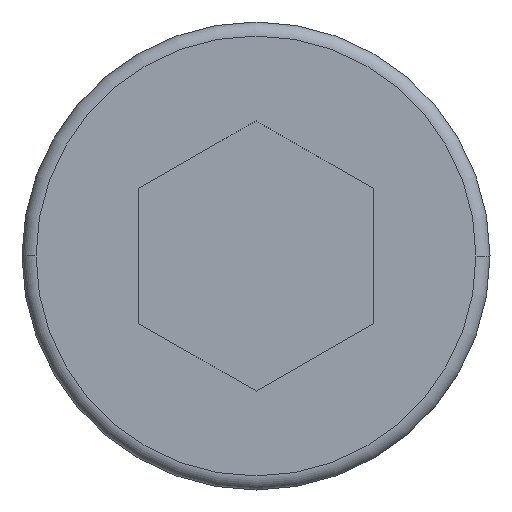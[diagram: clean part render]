
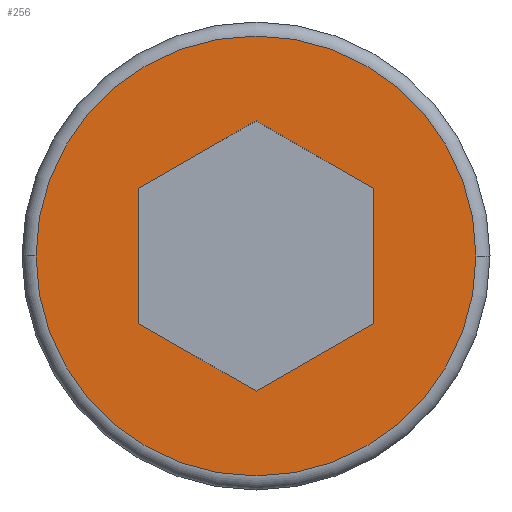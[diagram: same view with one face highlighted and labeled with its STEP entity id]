
A CAD part, left-side view. The second image highlights one B-rep face of the part: STEP entity #256.
In plain terms, the highlighted planar face has unit normal (-1, 0, 0).
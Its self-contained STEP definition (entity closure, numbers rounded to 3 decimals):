
#2 = DIRECTION ( 'NONE',  ( 0., -1., 0. ) ) ;
#4 = CARTESIAN_POINT ( 'NONE',  ( 0., 0., -2.887 ) ) ;
#11 = VERTEX_POINT ( 'NONE', #122 ) ;
#13 = AXIS2_PLACEMENT_3D ( 'NONE', #153, #342, #55 ) ;
#41 = CARTESIAN_POINT ( 'NONE',  ( 0., 0., 0. ) ) ;
#52 = CARTESIAN_POINT ( 'NONE',  ( 0., 0., -2.887 ) ) ;
#54 = ORIENTED_EDGE ( 'NONE', *, *, #523, .T. ) ;
#55 = DIRECTION ( 'NONE',  ( 0., -1., 0. ) ) ;
#66 = CARTESIAN_POINT ( 'NONE',  ( 0., -2.5, -1.443 ) ) ;
#75 = EDGE_CURVE ( 'NONE', #255, #599, #370, .T. ) ;
#108 = LINE ( 'NONE', #443, #339 ) ;
#111 = DIRECTION ( 'NONE',  ( 0., 0.866, 0.5 ) ) ;
#122 = CARTESIAN_POINT ( 'NONE',  ( 0., -4.7, 0. ) ) ;
#135 = CARTESIAN_POINT ( 'NONE',  ( 0., 2.5, -1.443 ) ) ;
#145 = PLANE ( 'NONE',  #531 ) ;
#151 = CIRCLE ( 'NONE', #13, 4.7 ) ;
#153 = CARTESIAN_POINT ( 'NONE',  ( 0., 0., 0. ) ) ;
#159 = ORIENTED_EDGE ( 'NONE', *, *, #354, .F. ) ;
#163 = ORIENTED_EDGE ( 'NONE', *, *, #212, .F. ) ;
#202 = ORIENTED_EDGE ( 'NONE', *, *, #553, .F. ) ;
#207 = DIRECTION ( 'NONE',  ( 0., -0.866, -0.5 ) ) ;
#212 = EDGE_CURVE ( 'NONE', #478, #255, #561, .T. ) ;
#236 = LINE ( 'NONE', #327, #307 ) ;
#244 = LINE ( 'NONE', #4, #533 ) ;
#255 = VERTEX_POINT ( 'NONE', #361 ) ;
#256 = ADVANCED_FACE ( 'NONE', ( #550, #313 ), #145, .T. ) ;
#301 = EDGE_LOOP ( 'NONE', ( #570, #54 ) ) ;
#302 = CARTESIAN_POINT ( 'NONE',  ( 0., 0., 2.887 ) ) ;
#307 = VECTOR ( 'NONE', #337, 1000. ) ;
#313 = FACE_BOUND ( 'NONE', #411, .T. ) ;
#327 = CARTESIAN_POINT ( 'NONE',  ( 0., 0., 2.887 ) ) ;
#337 = DIRECTION ( 'NONE',  ( 0., 0.866, -0.5 ) ) ;
#339 = VECTOR ( 'NONE', #451, 1000. ) ;
#342 = DIRECTION ( 'NONE',  ( -1., 0., 0. ) ) ;
#348 = VECTOR ( 'NONE', #111, 1000. ) ;
#352 = VERTEX_POINT ( 'NONE', #135 ) ;
#354 = EDGE_CURVE ( 'NONE', #599, #540, #236, .T. ) ;
#357 = VERTEX_POINT ( 'NONE', #52 ) ;
#361 = CARTESIAN_POINT ( 'NONE',  ( 0., -2.5, 1.443 ) ) ;
#370 = LINE ( 'NONE', #508, #348 ) ;
#378 = EDGE_CURVE ( 'NONE', #11, #489, #606, .T. ) ;
#391 = AXIS2_PLACEMENT_3D ( 'NONE', #41, #435, #2 ) ;
#400 = ORIENTED_EDGE ( 'NONE', *, *, #583, .F. ) ;
#411 = EDGE_LOOP ( 'NONE', ( #486, #159, #588, #163, #202, #400 ) ) ;
#424 = CARTESIAN_POINT ( 'NONE',  ( 0., -2.5, -1.443 ) ) ;
#435 = DIRECTION ( 'NONE',  ( -1., 0., 0. ) ) ;
#443 = CARTESIAN_POINT ( 'NONE',  ( 0., 2.5, 1.443 ) ) ;
#451 = DIRECTION ( 'NONE',  ( 0., 0., -1. ) ) ;
#478 = VERTEX_POINT ( 'NONE', #424 ) ;
#481 = DIRECTION ( 'NONE',  ( 0., -1., 0. ) ) ;
#486 = ORIENTED_EDGE ( 'NONE', *, *, #614, .F. ) ;
#487 = VECTOR ( 'NONE', #597, 1000. ) ;
#489 = VERTEX_POINT ( 'NONE', #503 ) ;
#503 = CARTESIAN_POINT ( 'NONE',  ( 0., 4.7, 0. ) ) ;
#508 = CARTESIAN_POINT ( 'NONE',  ( 0., -2.5, 1.443 ) ) ;
#523 = EDGE_CURVE ( 'NONE', #489, #11, #151, .T. ) ;
#529 = CARTESIAN_POINT ( 'NONE',  ( 0., 2.5, 1.443 ) ) ;
#531 = AXIS2_PLACEMENT_3D ( 'NONE', #532, #572, #481 ) ;
#532 = CARTESIAN_POINT ( 'NONE',  ( 0., 0., 0. ) ) ;
#533 = VECTOR ( 'NONE', #574, 1000. ) ;
#540 = VERTEX_POINT ( 'NONE', #529 ) ;
#550 = FACE_OUTER_BOUND ( 'NONE', #301, .T. ) ;
#551 = CARTESIAN_POINT ( 'NONE',  ( 0., 2.5, -1.443 ) ) ;
#553 = EDGE_CURVE ( 'NONE', #357, #478, #244, .T. ) ;
#559 = VECTOR ( 'NONE', #207, 1000. ) ;
#561 = LINE ( 'NONE', #66, #487 ) ;
#570 = ORIENTED_EDGE ( 'NONE', *, *, #378, .T. ) ;
#572 = DIRECTION ( 'NONE',  ( -1., 0., 0. ) ) ;
#574 = DIRECTION ( 'NONE',  ( 0., -0.866, 0.5 ) ) ;
#583 = EDGE_CURVE ( 'NONE', #352, #357, #587, .T. ) ;
#587 = LINE ( 'NONE', #551, #559 ) ;
#588 = ORIENTED_EDGE ( 'NONE', *, *, #75, .F. ) ;
#597 = DIRECTION ( 'NONE',  ( 0., 0., 1. ) ) ;
#599 = VERTEX_POINT ( 'NONE', #302 ) ;
#606 = CIRCLE ( 'NONE', #391, 4.7 ) ;
#614 = EDGE_CURVE ( 'NONE', #540, #352, #108, .T. ) ;
